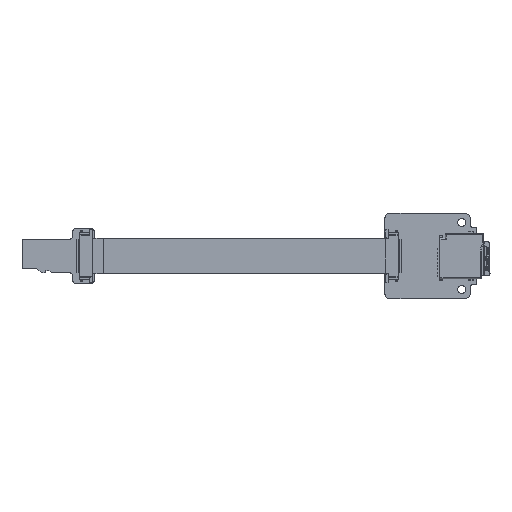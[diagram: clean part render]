
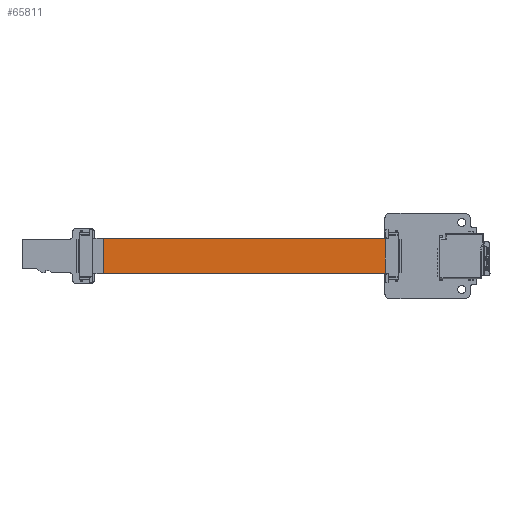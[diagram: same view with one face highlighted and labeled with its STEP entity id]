
A CAD part, top view. The second image highlights one B-rep face of the part: STEP entity #65811.
In plain terms, the highlighted face is planar.
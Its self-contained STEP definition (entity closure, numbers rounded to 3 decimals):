
#216 = CARTESIAN_POINT ( 'NONE',  ( -50., 0.2, -5.75 ) ) ;
#1380 = DIRECTION ( 'NONE',  ( 0., 0., 1. ) ) ;
#1711 = ORIENTED_EDGE ( 'NONE', *, *, #54050, .T. ) ;
#7626 = PLANE ( 'NONE',  #66681 ) ;
#10392 = VECTOR ( 'NONE', #76462, 1000. ) ;
#11520 = EDGE_LOOP ( 'NONE', ( #33841, #61499, #69768, #1711 ) ) ;
#13828 = DIRECTION ( 'NONE',  ( 0., 0., 1. ) ) ;
#14078 = VERTEX_POINT ( 'NONE', #66347 ) ;
#15628 = VECTOR ( 'NONE', #51690, 1000. ) ;
#15771 = VECTOR ( 'NONE', #1380, 1000. ) ;
#21640 = CARTESIAN_POINT ( 'NONE',  ( 45.108, 0.2, -5.75 ) ) ;
#22715 = VERTEX_POINT ( 'NONE', #49921 ) ;
#23553 = LINE ( 'NONE', #66405, #50411 ) ;
#24139 = CARTESIAN_POINT ( 'NONE',  ( -50., 0.2, -5.75 ) ) ;
#24839 = CARTESIAN_POINT ( 'NONE',  ( 45.108, 0.2, 5.75 ) ) ;
#25479 = DIRECTION ( 'NONE',  ( 0., 1., 0. ) ) ;
#29660 = EDGE_CURVE ( 'NONE', #14078, #74522, #36062, .T. ) ;
#33841 = ORIENTED_EDGE ( 'NONE', *, *, #43116, .F. ) ;
#35061 = EDGE_CURVE ( 'NONE', #22715, #14078, #47961, .T. ) ;
#36062 = LINE ( 'NONE', #216, #15771 ) ;
#36827 = DIRECTION ( 'NONE',  ( 1., 0., 0. ) ) ;
#41798 = CARTESIAN_POINT ( 'NONE',  ( -50., 0.2, 5.75 ) ) ;
#43116 = EDGE_CURVE ( 'NONE', #22715, #66902, #75091, .T. ) ;
#47961 = LINE ( 'NONE', #24139, #10392 ) ;
#49921 = CARTESIAN_POINT ( 'NONE',  ( 45.108, 0.2, -5.75 ) ) ;
#50411 = VECTOR ( 'NONE', #36827, 1000. ) ;
#51690 = DIRECTION ( 'NONE',  ( 0., 0., 1. ) ) ;
#54050 = EDGE_CURVE ( 'NONE', #74522, #66902, #23553, .T. ) ;
#55131 = CARTESIAN_POINT ( 'NONE',  ( 0., 0.2, 0. ) ) ;
#61017 = FACE_OUTER_BOUND ( 'NONE', #11520, .T. ) ;
#61499 = ORIENTED_EDGE ( 'NONE', *, *, #35061, .T. ) ;
#65811 = ADVANCED_FACE ( 'NONE', ( #61017 ), #7626, .T. ) ;
#66347 = CARTESIAN_POINT ( 'NONE',  ( -50., 0.2, -5.75 ) ) ;
#66405 = CARTESIAN_POINT ( 'NONE',  ( -50., 0.2, 5.75 ) ) ;
#66681 = AXIS2_PLACEMENT_3D ( 'NONE', #55131, #25479, #13828 ) ;
#66902 = VERTEX_POINT ( 'NONE', #24839 ) ;
#69768 = ORIENTED_EDGE ( 'NONE', *, *, #29660, .T. ) ;
#74522 = VERTEX_POINT ( 'NONE', #41798 ) ;
#75091 = LINE ( 'NONE', #21640, #15628 ) ;
#76462 = DIRECTION ( 'NONE',  ( -1., 0., 0. ) ) ;
